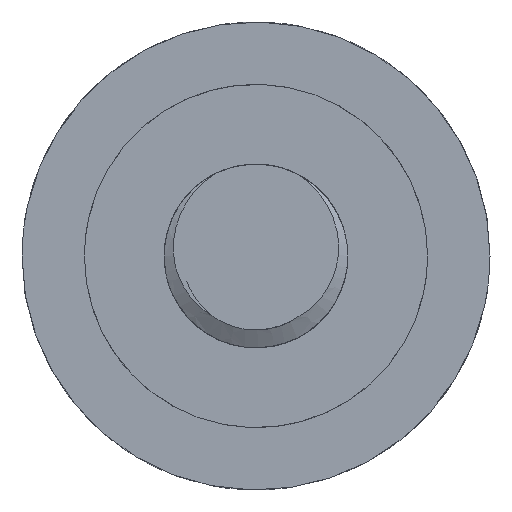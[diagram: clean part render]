
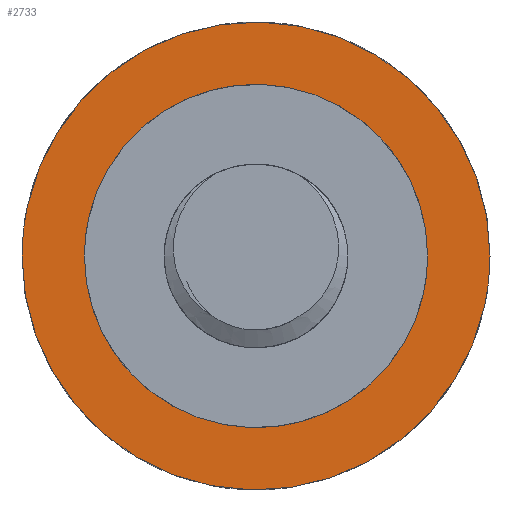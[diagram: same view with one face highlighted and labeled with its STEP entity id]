
A CAD part, front view. The second image highlights one B-rep face of the part: STEP entity #2733.
In plain terms, the highlighted planar face has unit normal (0, -1, 0).
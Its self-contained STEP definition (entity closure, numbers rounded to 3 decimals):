
#2631=CARTESIAN_POINT('Vertex',(5.5,-4.5,0.)) ;
#2638=CARTESIAN_POINT('Vertex',(-5.5,-4.5,0.)) ;
#2641=CARTESIAN_POINT('Axis2P3D Location',(0.,-4.5,0.)) ;
#2658=CARTESIAN_POINT('Axis2P3D Location',(0.,-4.5,0.)) ;
#2670=CARTESIAN_POINT('Axis2P3D Location',(0.,-4.5,0.)) ;
#2676=CARTESIAN_POINT('Control Point',(-7.5,-4.5,0.)) ;
#2677=CARTESIAN_POINT('Control Point',(-7.5,-4.5,-0.805)) ;
#2678=CARTESIAN_POINT('Control Point',(-7.392,-4.5,-1.61)) ;
#2679=CARTESIAN_POINT('Control Point',(-7.176,-4.5,-2.396)) ;
#2680=CARTESIAN_POINT('Control Point',(-6.538,-4.5,-3.89)) ;
#2681=CARTESIAN_POINT('Control Point',(-5.53,-4.5,-5.163)) ;
#2682=CARTESIAN_POINT('Control Point',(-4.942,-4.5,-5.728)) ;
#2683=CARTESIAN_POINT('Control Point',(-3.631,-4.5,-6.686)) ;
#2684=CARTESIAN_POINT('Control Point',(-2.113,-4.5,-7.264)) ;
#2685=CARTESIAN_POINT('Control Point',(-1.319,-4.5,-7.449)) ;
#2686=CARTESIAN_POINT('Control Point',(0.298,-4.5,-7.602)) ;
#2687=CARTESIAN_POINT('Control Point',(1.898,-4.5,-7.323)) ;
#2688=CARTESIAN_POINT('Control Point',(2.675,-4.5,-7.077)) ;
#2689=CARTESIAN_POINT('Control Point',(4.143,-4.5,-6.381)) ;
#2690=CARTESIAN_POINT('Control Point',(5.375,-4.5,-5.323)) ;
#2691=CARTESIAN_POINT('Control Point',(5.917,-4.5,-4.714)) ;
#2692=CARTESIAN_POINT('Control Point',(6.757,-4.5,-3.464)) ;
#2693=CARTESIAN_POINT('Control Point',(7.264,-4.5,-2.05)) ;
#2694=CARTESIAN_POINT('Control Point',(7.421,-4.5,-1.375)) ;
#2695=CARTESIAN_POINT('Control Point',(7.5,-4.5,-0.687)) ;
#2696=CARTESIAN_POINT('Control Point',(7.5,-4.5,0.)) ;
#2697=CARTESIAN_POINT('Vertex',(-7.5,-4.5,0.)) ;
#2699=CARTESIAN_POINT('Vertex',(7.5,-4.5,0.)) ;
#2703=CARTESIAN_POINT('Control Point',(7.5,-4.5,0.)) ;
#2704=CARTESIAN_POINT('Control Point',(7.5,-4.5,0.805)) ;
#2705=CARTESIAN_POINT('Control Point',(7.392,-4.5,1.61)) ;
#2706=CARTESIAN_POINT('Control Point',(7.176,-4.5,2.396)) ;
#2707=CARTESIAN_POINT('Control Point',(6.538,-4.5,3.89)) ;
#2708=CARTESIAN_POINT('Control Point',(5.53,-4.5,5.163)) ;
#2709=CARTESIAN_POINT('Control Point',(4.942,-4.5,5.728)) ;
#2710=CARTESIAN_POINT('Control Point',(3.631,-4.5,6.686)) ;
#2711=CARTESIAN_POINT('Control Point',(2.113,-4.5,7.264)) ;
#2712=CARTESIAN_POINT('Control Point',(1.319,-4.5,7.449)) ;
#2713=CARTESIAN_POINT('Control Point',(-0.298,-4.5,7.602)) ;
#2714=CARTESIAN_POINT('Control Point',(-1.898,-4.5,7.323)) ;
#2715=CARTESIAN_POINT('Control Point',(-2.675,-4.5,7.077)) ;
#2716=CARTESIAN_POINT('Control Point',(-4.143,-4.5,6.381)) ;
#2717=CARTESIAN_POINT('Control Point',(-5.375,-4.5,5.323)) ;
#2718=CARTESIAN_POINT('Control Point',(-5.917,-4.5,4.714)) ;
#2719=CARTESIAN_POINT('Control Point',(-6.757,-4.5,3.464)) ;
#2720=CARTESIAN_POINT('Control Point',(-7.264,-4.5,2.05)) ;
#2721=CARTESIAN_POINT('Control Point',(-7.421,-4.5,1.375)) ;
#2722=CARTESIAN_POINT('Control Point',(-7.5,-4.5,0.687)) ;
#2723=CARTESIAN_POINT('Control Point',(-7.5,-4.5,0.)) ;
#2642=DIRECTION('Axis2P3D Direction',(0.,-1.,0.)) ;
#2659=DIRECTION('Axis2P3D Direction',(0.,-1.,0.)) ;
#2671=DIRECTION('Axis2P3D Direction',(-0.,1.,0.)) ;
#2672=DIRECTION('Axis2P3D XDirection',(1.,0.,0.)) ;
#2643=AXIS2_PLACEMENT_3D('Circle Axis2P3D',#2641,#2642,$) ;
#2660=AXIS2_PLACEMENT_3D('Circle Axis2P3D',#2658,#2659,$) ;
#2673=AXIS2_PLACEMENT_3D('Plane Axis2P3D',#2670,#2671,#2672) ;
#2726=ORIENTED_EDGE('',*,*,#2701,.T.) ;
#2727=ORIENTED_EDGE('',*,*,#2724,.T.) ;
#2730=ORIENTED_EDGE('',*,*,#2662,.T.) ;
#2731=ORIENTED_EDGE('',*,*,#2645,.T.) ;
#2732=FACE_BOUND('',#2729,.T.) ;
#2733=ADVANCED_FACE('Body1',(#2728,#2732),#2674,.F.) ;
#2675=B_SPLINE_CURVE_WITH_KNOTS('',5,(#2676,#2677,#2678,#2679,#2680,#2681,#2682,#2683,#2684,#2685,#2686,#2687,#2688,#2689,#2690,#2691,#2692,#2693,#2694,#2695,#2696),.UNSPECIFIED.,.F.,.U.,(6,3,3,3,3,3,6),(0.,5.692,11.384,17.076,22.768,28.46,33.321),.UNSPECIFIED.) ;
#2702=B_SPLINE_CURVE_WITH_KNOTS('',5,(#2703,#2704,#2705,#2706,#2707,#2708,#2709,#2710,#2711,#2712,#2713,#2714,#2715,#2716,#2717,#2718,#2719,#2720,#2721,#2722,#2723),.UNSPECIFIED.,.F.,.U.,(6,3,3,3,3,3,6),(0.,5.692,11.384,17.076,22.768,28.46,33.321),.UNSPECIFIED.) ;
#2644=CIRCLE('generated circle',#2643,5.5) ;
#2661=CIRCLE('generated circle',#2660,5.5) ;
#2645=EDGE_CURVE('',#2632,#2639,#2644,.F.) ;
#2662=EDGE_CURVE('',#2639,#2632,#2661,.F.) ;
#2701=EDGE_CURVE('',#2698,#2700,#2675,.T.) ;
#2724=EDGE_CURVE('',#2700,#2698,#2702,.T.) ;
#2725=EDGE_LOOP('',(#2726,#2727)) ;
#2729=EDGE_LOOP('',(#2730,#2731)) ;
#2728=FACE_OUTER_BOUND('',#2725,.T.) ;
#2674=PLANE('',#2673) ;
#2632=VERTEX_POINT('',#2631) ;
#2639=VERTEX_POINT('',#2638) ;
#2698=VERTEX_POINT('',#2697) ;
#2700=VERTEX_POINT('',#2699) ;
